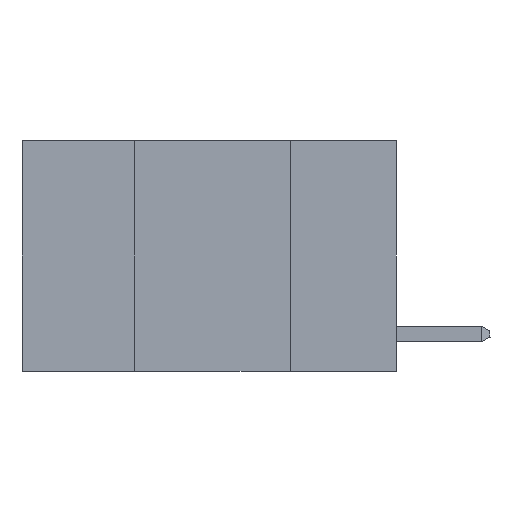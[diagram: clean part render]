
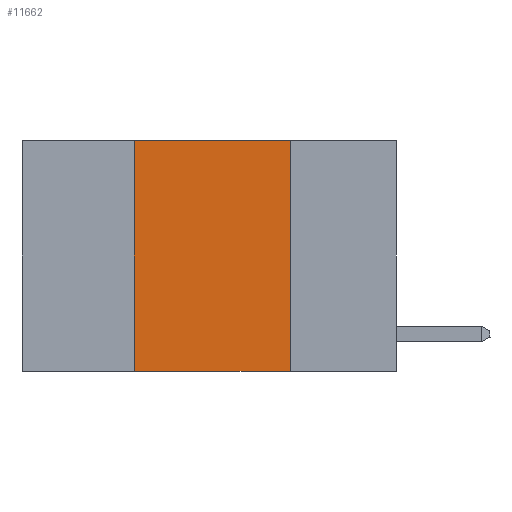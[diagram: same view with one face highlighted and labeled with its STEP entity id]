
A CAD part, left-side view. The second image highlights one B-rep face of the part: STEP entity #11662.
In plain terms, the highlighted planar face has unit normal (-1, 0, 0).
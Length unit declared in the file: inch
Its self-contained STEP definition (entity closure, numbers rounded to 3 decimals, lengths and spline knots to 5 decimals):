
#93 = VERTEX_POINT ( 'NONE', #21503 ) ;
#1935 = LINE ( 'NONE', #9467, #11207 ) ;
#2497 = DIRECTION ( 'NONE',  ( 0., 0., -1. ) ) ;
#2830 = CARTESIAN_POINT ( 'NONE',  ( 0., 0.6, 0. ) ) ;
#2841 = VERTEX_POINT ( 'NONE', #23429 ) ;
#2956 = ORIENTED_EDGE ( 'NONE', *, *, #14946, .T. ) ;
#3316 = LINE ( 'NONE', #16671, #12714 ) ;
#5239 = CARTESIAN_POINT ( 'NONE',  ( 0., 0.6, -0.37 ) ) ;
#5269 = DIRECTION ( 'NONE',  ( 0., 0., 1. ) ) ;
#7202 = DIRECTION ( 'NONE',  ( 0., -1., 0. ) ) ;
#7434 = AXIS2_PLACEMENT_3D ( 'NONE', #2830, #10380, #2497 ) ;
#8490 = CARTESIAN_POINT ( 'NONE',  ( 0., 0.17, -0.37 ) ) ;
#8943 = VERTEX_POINT ( 'NONE', #8490 ) ;
#9467 = CARTESIAN_POINT ( 'NONE',  ( 0., 0.17, 0. ) ) ;
#10380 = DIRECTION ( 'NONE',  ( 1., 0., 0. ) ) ;
#11207 = VECTOR ( 'NONE', #11942, 39.37008 ) ;
#11662 = ADVANCED_FACE ( 'NONE', ( #12268 ), #19852, .F. ) ;
#11942 = DIRECTION ( 'NONE',  ( 0., 0., -1. ) ) ;
#12242 = EDGE_CURVE ( 'NONE', #93, #2841, #3316, .T. ) ;
#12268 = FACE_OUTER_BOUND ( 'NONE', #19036, .T. ) ;
#12714 = VECTOR ( 'NONE', #5269, 39.37008 ) ;
#13036 = CARTESIAN_POINT ( 'NONE',  ( 0., 0.6, 0. ) ) ;
#14084 = EDGE_CURVE ( 'NONE', #2841, #14436, #18604, .T. ) ;
#14436 = VERTEX_POINT ( 'NONE', #17924 ) ;
#14681 = LINE ( 'NONE', #5239, #20165 ) ;
#14946 = EDGE_CURVE ( 'NONE', #93, #8943, #14681, .T. ) ;
#15095 = ORIENTED_EDGE ( 'NONE', *, *, #12242, .F. ) ;
#15357 = VECTOR ( 'NONE', #7202, 39.37008 ) ;
#16671 = CARTESIAN_POINT ( 'NONE',  ( 0., 0.42, 0. ) ) ;
#17924 = CARTESIAN_POINT ( 'NONE',  ( 0., 0.17, 0. ) ) ;
#18604 = LINE ( 'NONE', #13036, #15357 ) ;
#19036 = EDGE_LOOP ( 'NONE', ( #22942, #24316, #15095, #2956 ) ) ;
#19852 = PLANE ( 'NONE',  #7434 ) ;
#20117 = EDGE_CURVE ( 'NONE', #14436, #8943, #1935, .T. ) ;
#20165 = VECTOR ( 'NONE', #20394, 39.37008 ) ;
#20394 = DIRECTION ( 'NONE',  ( 0., -1., 0. ) ) ;
#21503 = CARTESIAN_POINT ( 'NONE',  ( 0., 0.42, -0.37 ) ) ;
#22942 = ORIENTED_EDGE ( 'NONE', *, *, #20117, .F. ) ;
#23429 = CARTESIAN_POINT ( 'NONE',  ( 0., 0.42, 0. ) ) ;
#24316 = ORIENTED_EDGE ( 'NONE', *, *, #14084, .F. ) ;
